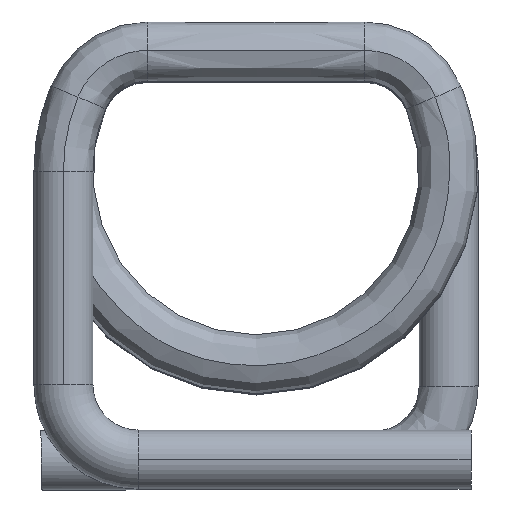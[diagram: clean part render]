
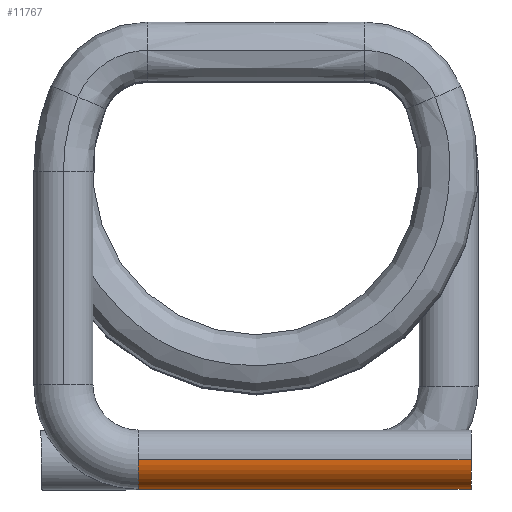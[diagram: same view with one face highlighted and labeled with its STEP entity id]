
A CAD part, top view. The second image highlights one B-rep face of the part: STEP entity #11767.
In plain terms, the highlighted cylindrical face has radius 0.395 mm (diameter 0.79 mm), a partial arc.
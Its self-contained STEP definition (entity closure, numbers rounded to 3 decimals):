
#312 = CARTESIAN_POINT ( 'NONE',  ( -1.575, -3.85, 0. ) ) ;
#470 = DIRECTION ( 'NONE',  ( 0., -1., 0. ) ) ;
#864 = VERTEX_POINT ( 'NONE', #14522 ) ;
#1076 = DIRECTION ( 'NONE',  ( 0., 0., -1. ) ) ;
#1537 = LINE ( 'NONE', #10818, #11445 ) ;
#1992 = ORIENTED_EDGE ( 'NONE', *, *, #15027, .F. ) ;
#2444 = DIRECTION ( 'NONE',  ( 0., -1., 0. ) ) ;
#2745 = CARTESIAN_POINT ( 'NONE',  ( -1.575, -3.85, -0.395 ) ) ;
#3307 = CARTESIAN_POINT ( 'NONE',  ( -1.575, -3.85, 0. ) ) ;
#3634 = VERTEX_POINT ( 'NONE', #13934 ) ;
#3678 = CARTESIAN_POINT ( 'NONE',  ( 2.875, -3.85, -0.395 ) ) ;
#3722 = VERTEX_POINT ( 'NONE', #3678 ) ;
#3850 = ORIENTED_EDGE ( 'NONE', *, *, #4892, .F. ) ;
#3925 = AXIS2_PLACEMENT_3D ( 'NONE', #13128, #9610, #2444 ) ;
#4532 = CARTESIAN_POINT ( 'NONE',  ( -1.575, -3.85, -0.395 ) ) ;
#4629 = AXIS2_PLACEMENT_3D ( 'NONE', #9438, #5935, #1076 ) ;
#4714 = LINE ( 'NONE', #4532, #9751 ) ;
#4892 = EDGE_CURVE ( 'NONE', #3634, #864, #1537, .T. ) ;
#4944 = CARTESIAN_POINT ( 'NONE',  ( -1.575, -4.245, 0. ) ) ;
#5160 = ORIENTED_EDGE ( 'NONE', *, *, #9790, .T. ) ;
#5537 = ORIENTED_EDGE ( 'NONE', *, *, #12307, .F. ) ;
#5665 = DIRECTION ( 'NONE',  ( 0., 0., -1. ) ) ;
#5881 = EDGE_CURVE ( 'NONE', #7927, #3722, #4714, .T. ) ;
#5935 = DIRECTION ( 'NONE',  ( -1., 0., 0. ) ) ;
#6375 = DIRECTION ( 'NONE',  ( -1., 0., 0. ) ) ;
#7518 = AXIS2_PLACEMENT_3D ( 'NONE', #312, #6375, #470 ) ;
#7661 = CYLINDRICAL_SURFACE ( 'NONE', #9110, 0.395 ) ;
#7927 = VERTEX_POINT ( 'NONE', #2745 ) ;
#8061 = DIRECTION ( 'NONE',  ( 1., 0., 0. ) ) ;
#9110 = AXIS2_PLACEMENT_3D ( 'NONE', #3307, #8061, #5665 ) ;
#9438 = CARTESIAN_POINT ( 'NONE',  ( 2.875, -3.85, 0. ) ) ;
#9547 = FACE_OUTER_BOUND ( 'NONE', #12885, .T. ) ;
#9610 = DIRECTION ( 'NONE',  ( -1., 0., 0. ) ) ;
#9751 = VECTOR ( 'NONE', #12909, 1000. ) ;
#9790 = EDGE_CURVE ( 'NONE', #3722, #864, #10125, .T. ) ;
#9987 = VERTEX_POINT ( 'NONE', #4944 ) ;
#10080 = CIRCLE ( 'NONE', #3925, 0.395 ) ;
#10125 = CIRCLE ( 'NONE', #4629, 0.395 ) ;
#10772 = DIRECTION ( 'NONE',  ( 1., 0., 0. ) ) ;
#10818 = CARTESIAN_POINT ( 'NONE',  ( -1.575, -3.85, 0.395 ) ) ;
#11445 = VECTOR ( 'NONE', #10772, 1000. ) ;
#11767 = ADVANCED_FACE ( 'NONE', ( #9547 ), #7661, .T. ) ;
#12307 = EDGE_CURVE ( 'NONE', #7927, #9987, #10080, .T. ) ;
#12437 = CIRCLE ( 'NONE', #7518, 0.395 ) ;
#12885 = EDGE_LOOP ( 'NONE', ( #3850, #1992, #5537, #14430, #5160 ) ) ;
#12909 = DIRECTION ( 'NONE',  ( 1., 0., 0. ) ) ;
#13128 = CARTESIAN_POINT ( 'NONE',  ( -1.575, -3.85, 0. ) ) ;
#13934 = CARTESIAN_POINT ( 'NONE',  ( -1.575, -3.85, 0.395 ) ) ;
#14430 = ORIENTED_EDGE ( 'NONE', *, *, #5881, .T. ) ;
#14522 = CARTESIAN_POINT ( 'NONE',  ( 2.875, -3.85, 0.395 ) ) ;
#15027 = EDGE_CURVE ( 'NONE', #9987, #3634, #12437, .T. ) ;
